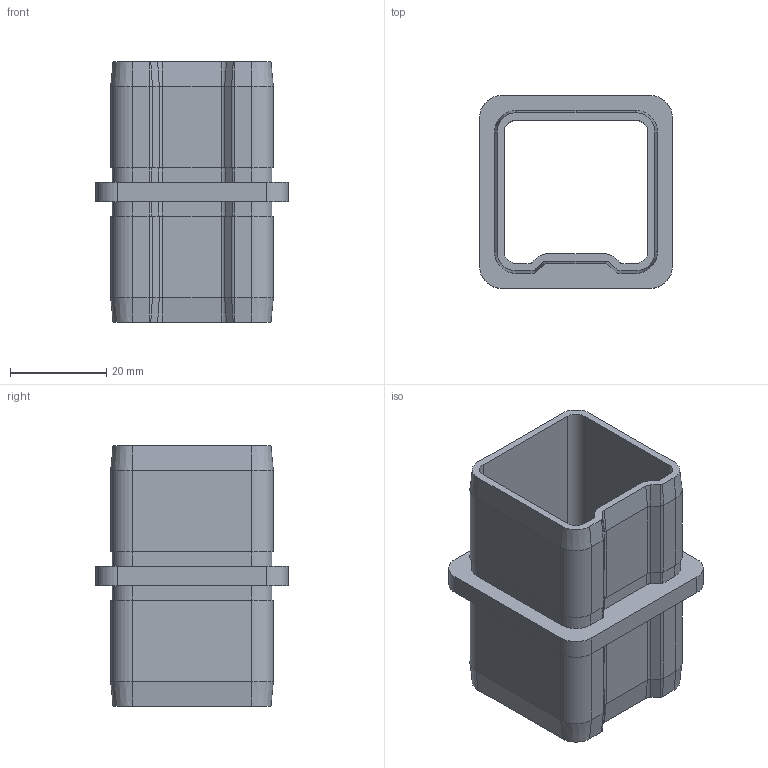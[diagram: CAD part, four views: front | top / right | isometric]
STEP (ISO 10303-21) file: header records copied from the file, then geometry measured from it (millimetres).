
FILE_DESCRIPTION (( 'STEP AP203' ), '1' );
FILE_NAME ('10104040-3.STEP', '2020-11-27T08:21:34', ( '' ), ( '' ), 'SwSTEP 2.0', 'SolidWorks 2018', '' );
FILE_SCHEMA (( 'CONFIG_CONTROL_DESIGN' ));
Length unit declared in the file: millimetre
Products named in the file (2): 10104040-3
Bounding box: 40 x 40 x 54 mm (x, y, z)
Volume: 14635.9 mm3; surface area: 14827.5 mm2
Topology: 1 solids, 1 shells, 561 faces, 1432 edges, 922 vertices
Faces by surface type: plane 333, bspline 164, cylinder 48, cone 16
Entity records: 26411 total; most frequent: CARTESIAN_POINT 13755, ORIENTED_EDGE 2864, DIRECTION 2008, EDGE_CURVE 1432, LINE 986, VECTOR 986, VERTEX_POINT 922, EDGE_LOOP 612
